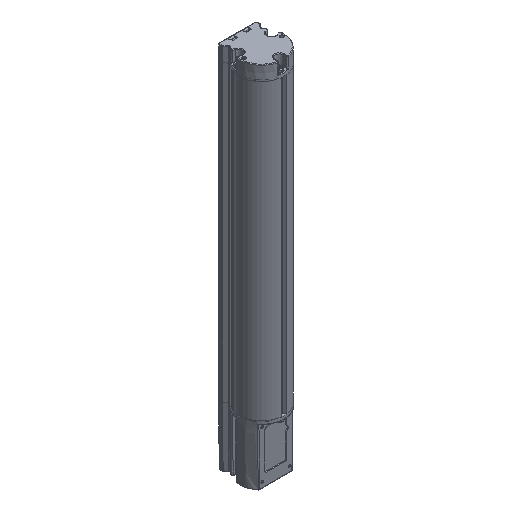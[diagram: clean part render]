
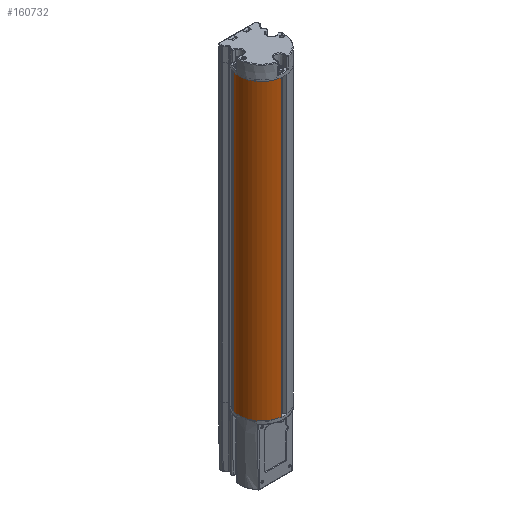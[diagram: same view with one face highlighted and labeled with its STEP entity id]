
A CAD part, isometric view. The second image highlights one B-rep face of the part: STEP entity #160732.
In plain terms, the highlighted cylindrical face has radius 19 mm (diameter 38 mm), a partial arc.
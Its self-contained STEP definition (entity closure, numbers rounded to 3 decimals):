
#95520=CARTESIAN_POINT('',(0.,0.,-248.45));
#95521=DIRECTION('',(0.,0.,1.));
#95522=DIRECTION('',(-0.951,0.308,0.));
#95523=AXIS2_PLACEMENT_3D('',#95520,#95521,#95522);
#95525=DIRECTION('',(0.,0.,-1.));
#95526=VECTOR('',#95525,248.45);
#95527=CARTESIAN_POINT('',(-18.075,5.857,
0.));
#95528=LINE('',#95527,#95526);
#95529=CARTESIAN_POINT('',(0.,0.,0.));
#95530=DIRECTION('',(0.,0.,-1.));
#95531=DIRECTION('',(-0.122,-0.992,0.));
#95532=AXIS2_PLACEMENT_3D('',#95529,#95530,#95531);
#95534=DIRECTION('',(0.,0.,1.));
#95535=VECTOR('',#95534,248.45);
#95536=CARTESIAN_POINT('',(-2.323,-18.857,-248.45));
#95537=LINE('',#95536,#95535);
#100029=CARTESIAN_POINT('',(-2.323,-18.857,
0.));
#100030=CARTESIAN_POINT('',(-18.075,5.857,
0.));
#100031=VERTEX_POINT('',#100029);
#100032=VERTEX_POINT('',#100030);
#100561=CARTESIAN_POINT('',(-18.075,5.857,-248.45));
#100562=CARTESIAN_POINT('',(-2.323,-18.857,-248.45));
#100563=VERTEX_POINT('',#100561);
#100564=VERTEX_POINT('',#100562);
#160720=CARTESIAN_POINT('',(0.,0.,0.));
#160721=DIRECTION('',(0.,0.,1.));
#160722=DIRECTION('',(1.,0.,0.));
#160723=AXIS2_PLACEMENT_3D('',#160720,#160721,#160722);
#160724=CYLINDRICAL_SURFACE('',#160723,19.);
#160725=ORIENTED_EDGE('',*,*,#131462,.F.);
#160727=ORIENTED_EDGE('',*,*,#160726,.F.);
#160728=ORIENTED_EDGE('',*,*,#133355,.F.);
#160729=ORIENTED_EDGE('',*,*,#160713,.F.);
#160730=EDGE_LOOP('',(#160725,#160727,#160728,#160729));
#160731=FACE_OUTER_BOUND('',#160730,.F.);
#160732=ADVANCED_FACE('',(#160731),#160724,.T.);
#95524=CIRCLE('',#95523,19.);
#95533=CIRCLE('',#95532,19.);
#131462=EDGE_CURVE('',#100563,#100564,#95524,.T.);
#133355=EDGE_CURVE('',#100031,#100032,#95533,.T.);
#160713=EDGE_CURVE('',#100564,#100031,#95537,.T.);
#160726=EDGE_CURVE('',#100032,#100563,#95528,.T.);
